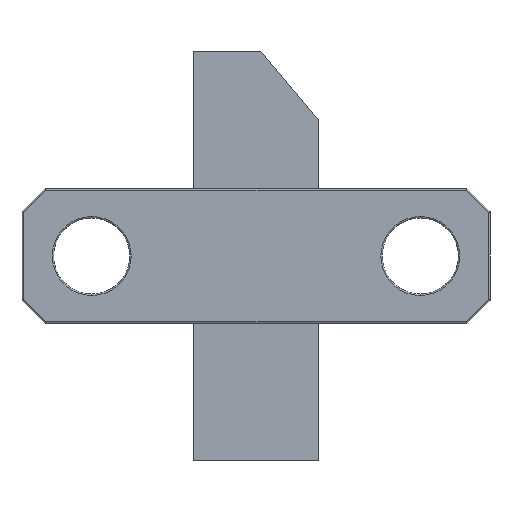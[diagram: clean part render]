
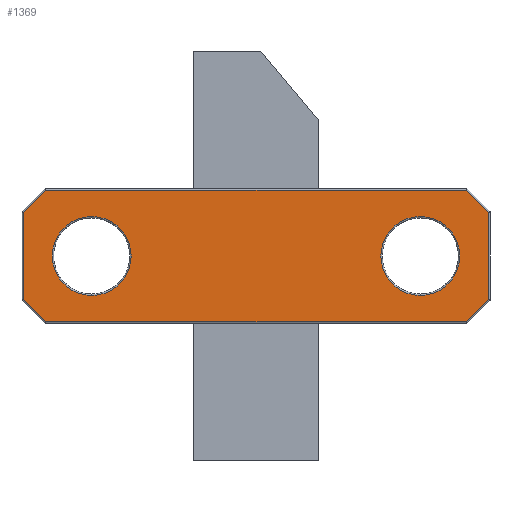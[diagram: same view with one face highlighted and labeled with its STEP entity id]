
A CAD part, front view. The second image highlights one B-rep face of the part: STEP entity #1369.
In plain terms, the highlighted planar face has unit normal (0, -1, 0).
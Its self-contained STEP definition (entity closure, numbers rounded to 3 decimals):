
#9 = ORIENTED_EDGE ( 'NONE', *, *, #3413, .T. ) ;
#15 = CARTESIAN_POINT ( 'NONE',  ( -7.135, 0., 1.713 ) ) ;
#53 = EDGE_LOOP ( 'NONE', ( #9, #2194, #3662, #3103, #1841, #3222, #181, #4134 ) ) ;
#58 = CARTESIAN_POINT ( 'NONE',  ( 7.135, 0., 0. ) ) ;
#100 = DIRECTION ( 'NONE',  ( 0., 0., 1. ) ) ;
#122 = EDGE_CURVE ( 'NONE', #739, #3240, #2673, .T. ) ;
#132 = LINE ( 'NONE', #3872, #3853 ) ;
#180 = CARTESIAN_POINT ( 'NONE',  ( 10.1, 0., 0. ) ) ;
#181 = ORIENTED_EDGE ( 'NONE', *, *, #2920, .T. ) ;
#309 = CIRCLE ( 'NONE', #3389, 1.713 ) ;
#391 = DIRECTION ( 'NONE',  ( 0., 0., 1. ) ) ;
#396 = VECTOR ( 'NONE', #4763, 1000. ) ;
#448 = AXIS2_PLACEMENT_3D ( 'NONE', #2178, #1442, #2132 ) ;
#473 = VECTOR ( 'NONE', #631, 1000. ) ;
#631 = DIRECTION ( 'NONE',  ( -0.707, 0., 0.707 ) ) ;
#646 = CARTESIAN_POINT ( 'NONE',  ( 5.999, 0., -5.999 ) ) ;
#669 = CARTESIAN_POINT ( 'NONE',  ( 0., 0., 2.862 ) ) ;
#694 = DIRECTION ( 'NONE',  ( -1., 0., 0. ) ) ;
#739 = VERTEX_POINT ( 'NONE', #4132 ) ;
#782 = CIRCLE ( 'NONE', #2028, 1.713 ) ;
#820 = LINE ( 'NONE', #4464, #4712 ) ;
#828 = EDGE_CURVE ( 'NONE', #2592, #4035, #4202, .T. ) ;
#861 = VECTOR ( 'NONE', #694, 1000. ) ;
#909 = DIRECTION ( 'NONE',  ( 0., 0., 1. ) ) ;
#912 = ORIENTED_EDGE ( 'NONE', *, *, #2611, .T. ) ;
#1058 = EDGE_CURVE ( 'NONE', #2227, #2592, #1448, .T. ) ;
#1174 = DIRECTION ( 'NONE',  ( 0., 1., 0. ) ) ;
#1242 = VERTEX_POINT ( 'NONE', #3100 ) ;
#1317 = VECTOR ( 'NONE', #1721, 1000. ) ;
#1369 = ADVANCED_FACE ( 'NONE', ( #3876, #4240, #2048 ), #2344, .F. ) ;
#1408 = CIRCLE ( 'NONE', #3014, 1.713 ) ;
#1442 = DIRECTION ( 'NONE',  ( 0., 1., 0. ) ) ;
#1448 = LINE ( 'NONE', #646, #2601 ) ;
#1590 = LINE ( 'NONE', #3136, #473 ) ;
#1594 = DIRECTION ( 'NONE',  ( 0., 0., 1. ) ) ;
#1596 = VERTEX_POINT ( 'NONE', #4350 ) ;
#1621 = CARTESIAN_POINT ( 'NONE',  ( -10.1, 0., 0. ) ) ;
#1669 = EDGE_CURVE ( 'NONE', #1242, #2892, #2451, .T. ) ;
#1721 = DIRECTION ( 'NONE',  ( -0.707, 0., -0.707 ) ) ;
#1841 = ORIENTED_EDGE ( 'NONE', *, *, #828, .T. ) ;
#1842 = AXIS2_PLACEMENT_3D ( 'NONE', #2919, #3780, #1594 ) ;
#1911 = ORIENTED_EDGE ( 'NONE', *, *, #3006, .T. ) ;
#2028 = AXIS2_PLACEMENT_3D ( 'NONE', #58, #1174, #391 ) ;
#2048 = FACE_BOUND ( 'NONE', #3493, .T. ) ;
#2131 = EDGE_LOOP ( 'NONE', ( #3260, #1911 ) ) ;
#2132 = DIRECTION ( 'NONE',  ( 0., 0., 1. ) ) ;
#2178 = CARTESIAN_POINT ( 'NONE',  ( 0., 0., 0. ) ) ;
#2194 = ORIENTED_EDGE ( 'NONE', *, *, #4354, .T. ) ;
#2227 = VERTEX_POINT ( 'NONE', #3421 ) ;
#2263 = VERTEX_POINT ( 'NONE', #4236 ) ;
#2289 = VECTOR ( 'NONE', #100, 1000. ) ;
#2344 = PLANE ( 'NONE',  #448 ) ;
#2426 = CARTESIAN_POINT ( 'NONE',  ( 7.135, 0., 0. ) ) ;
#2432 = ORIENTED_EDGE ( 'NONE', *, *, #122, .T. ) ;
#2437 = CARTESIAN_POINT ( 'NONE',  ( 7.135, 0., -1.713 ) ) ;
#2451 = LINE ( 'NONE', #2770, #1317 ) ;
#2481 = DIRECTION ( 'NONE',  ( 0., 0., 1. ) ) ;
#2592 = VERTEX_POINT ( 'NONE', #3506 ) ;
#2601 = VECTOR ( 'NONE', #3578, 1000. ) ;
#2611 = EDGE_CURVE ( 'NONE', #3240, #739, #309, .T. ) ;
#2673 = CIRCLE ( 'NONE', #1842, 1.713 ) ;
#2770 = CARTESIAN_POINT ( 'NONE',  ( -5.999, 0., 5.999 ) ) ;
#2892 = VERTEX_POINT ( 'NONE', #4345 ) ;
#2919 = CARTESIAN_POINT ( 'NONE',  ( -7.135, 0., 0. ) ) ;
#2920 = EDGE_CURVE ( 'NONE', #1596, #1242, #3972, .T. ) ;
#3006 = EDGE_CURVE ( 'NONE', #3278, #4405, #1408, .T. ) ;
#3014 = AXIS2_PLACEMENT_3D ( 'NONE', #2426, #4244, #909 ) ;
#3100 = CARTESIAN_POINT ( 'NONE',  ( -9.135, 0., 2.862 ) ) ;
#3103 = ORIENTED_EDGE ( 'NONE', *, *, #1058, .T. ) ;
#3136 = CARTESIAN_POINT ( 'NONE',  ( 5.999, 0., 5.999 ) ) ;
#3222 = ORIENTED_EDGE ( 'NONE', *, *, #3327, .T. ) ;
#3240 = VERTEX_POINT ( 'NONE', #15 ) ;
#3260 = ORIENTED_EDGE ( 'NONE', *, *, #3269, .T. ) ;
#3269 = EDGE_CURVE ( 'NONE', #4405, #3278, #782, .T. ) ;
#3278 = VERTEX_POINT ( 'NONE', #2437 ) ;
#3327 = EDGE_CURVE ( 'NONE', #4035, #1596, #1590, .T. ) ;
#3334 = VERTEX_POINT ( 'NONE', #4643 ) ;
#3389 = AXIS2_PLACEMENT_3D ( 'NONE', #3535, #3911, #2481 ) ;
#3413 = EDGE_CURVE ( 'NONE', #2892, #2263, #3805, .T. ) ;
#3421 = CARTESIAN_POINT ( 'NONE',  ( 9.135, 0., -2.862 ) ) ;
#3493 = EDGE_LOOP ( 'NONE', ( #912, #2432 ) ) ;
#3506 = CARTESIAN_POINT ( 'NONE',  ( 10.1, 0., -1.898 ) ) ;
#3535 = CARTESIAN_POINT ( 'NONE',  ( -7.135, 0., 0. ) ) ;
#3578 = DIRECTION ( 'NONE',  ( 0.707, 0., 0.707 ) ) ;
#3662 = ORIENTED_EDGE ( 'NONE', *, *, #3956, .T. ) ;
#3780 = DIRECTION ( 'NONE',  ( 0., 1., 0. ) ) ;
#3805 = LINE ( 'NONE', #1621, #396 ) ;
#3807 = CARTESIAN_POINT ( 'NONE',  ( 7.135, 0., 1.712 ) ) ;
#3853 = VECTOR ( 'NONE', #4281, 1000. ) ;
#3872 = CARTESIAN_POINT ( 'NONE',  ( 0., 0., -2.862 ) ) ;
#3876 = FACE_BOUND ( 'NONE', #2131, .T. ) ;
#3911 = DIRECTION ( 'NONE',  ( 0., 1., 0. ) ) ;
#3956 = EDGE_CURVE ( 'NONE', #3334, #2227, #132, .T. ) ;
#3972 = LINE ( 'NONE', #669, #861 ) ;
#4035 = VERTEX_POINT ( 'NONE', #4669 ) ;
#4054 = DIRECTION ( 'NONE',  ( 0.707, 0., -0.707 ) ) ;
#4132 = CARTESIAN_POINT ( 'NONE',  ( -7.135, 0., -1.713 ) ) ;
#4134 = ORIENTED_EDGE ( 'NONE', *, *, #1669, .T. ) ;
#4202 = LINE ( 'NONE', #180, #2289 ) ;
#4236 = CARTESIAN_POINT ( 'NONE',  ( -10.1, 0., -1.898 ) ) ;
#4240 = FACE_OUTER_BOUND ( 'NONE', #53, .T. ) ;
#4244 = DIRECTION ( 'NONE',  ( 0., 1., 0. ) ) ;
#4281 = DIRECTION ( 'NONE',  ( 1., 0., 0. ) ) ;
#4345 = CARTESIAN_POINT ( 'NONE',  ( -10.1, 0., 1.898 ) ) ;
#4350 = CARTESIAN_POINT ( 'NONE',  ( 9.135, 0., 2.862 ) ) ;
#4354 = EDGE_CURVE ( 'NONE', #2263, #3334, #820, .T. ) ;
#4405 = VERTEX_POINT ( 'NONE', #3807 ) ;
#4464 = CARTESIAN_POINT ( 'NONE',  ( -5.999, 0., -5.999 ) ) ;
#4643 = CARTESIAN_POINT ( 'NONE',  ( -9.135, 0., -2.862 ) ) ;
#4669 = CARTESIAN_POINT ( 'NONE',  ( 10.1, 0., 1.898 ) ) ;
#4712 = VECTOR ( 'NONE', #4054, 1000. ) ;
#4763 = DIRECTION ( 'NONE',  ( 0., 0., -1. ) ) ;
